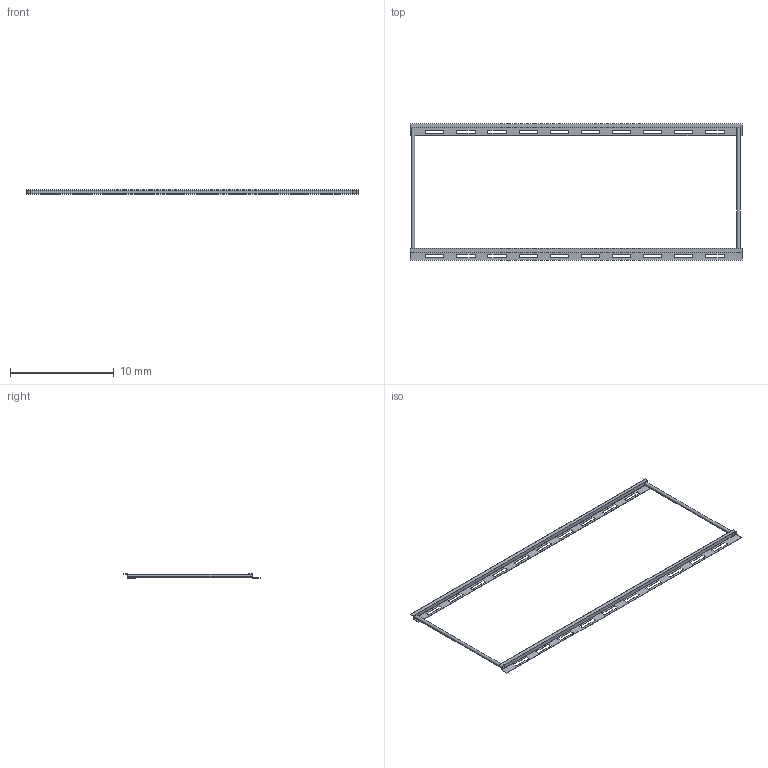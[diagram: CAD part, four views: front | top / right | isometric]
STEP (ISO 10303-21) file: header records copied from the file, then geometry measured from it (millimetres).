
FILE_DESCRIPTION(('STEP AP214'),'1');
FILE_NAME('tmp0.STEP',' ',(' '),(' '),'XStep 1.0',' ',' ');
FILE_SCHEMA(('automotive_design'));
Length unit declared in the file: millimetre
Products named in the file (1): NONE
Bounding box: 32 x 13.12 x 0.4 mm (x, y, z)
Volume: 3.9 mm3; surface area: 199.1 mm2
Topology: 1 solids, 1 shells, 106 faces, 312 edges, 208 vertices
Faces by surface type: plane 102, cylinder 4
Entity records: 4424 total; most frequent: CARTESIAN_POINT 627, ORIENTED_EDGE 624, DIRECTION 538, EDGE_CURVE 312, LINE 300, VECTOR 300, VERTEX_POINT 208, EDGE_LOOP 148
